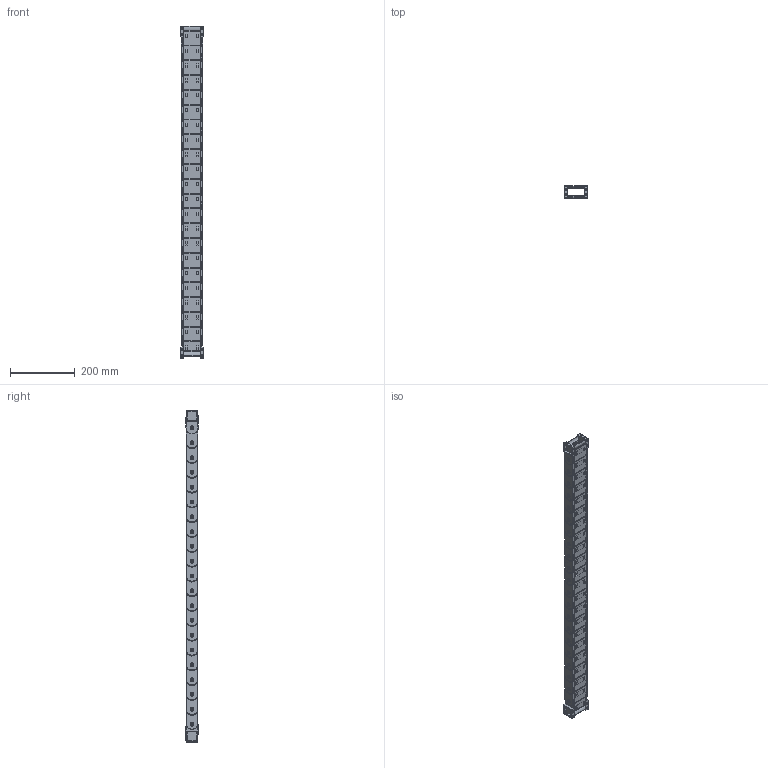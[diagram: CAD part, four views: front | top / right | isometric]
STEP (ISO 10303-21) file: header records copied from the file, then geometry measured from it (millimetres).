
FILE_DESCRIPTION (( 'STEP AP214' ), '1' );
FILE_NAME ('B487 Êàáåëü-êàíàë ïëàñòèêîâûé çàêðûòûé 25x50.STEP', '2025-05-29T10:32:25', ( '' ), ( '' ), 'SwSTEP 2.0', 'SolidWorks 2025', '' );
FILE_SCHEMA (( 'AUTOMOTIVE_DESIGN' ));
Length unit declared in the file: millimetre
Products named in the file (9): СБ_нач.звено_00; Стенки для конца_00; Стенки для начала_00; B487 Кабель-канал пластиковый закрытый 25x50; Крышка_длинная_00; Стенки для середины_00; СБ_конеч.звено_00; Крышка_короткая_00; СБ_сред.звено_00
Assembly tree (34 placements, depth 3):
  B487 Кабель-канал пластиковый закрытый 25x50
    СБ_конеч.звено_00
      Стенки для конца_00  x2
      Крышка_длинная_00
      Крышка_короткая_00
    СБ_сред.звено_00  x20
      Крышка_длинная_00
      Крышка_короткая_00
      Стенки для середины_00
    СБ_нач.звено_00
      Крышка_длинная_00
      Крышка_короткая_00
      Стенки для начала_00  x2
Bounding box: 71 x 37.01 x 1022.25 mm (x, y, z)
Volume: 788535.9 mm3; surface area: 625541 mm2
Topology: 90 solids, 90 shells, 5496 faces, 15352 edges, 10124 vertices
Faces by surface type: plane 3332, cylinder 1780, torus 248, cone 132, sphere 4
Entity records: 10683 total; most frequent: CARTESIAN_POINT 1902, DIRECTION 1807, ORIENTED_EDGE 1742, EDGE_CURVE 871, VECTOR 609, LINE 609, AXIS2_PLACEMENT_3D 599, VERTEX_POINT 572
